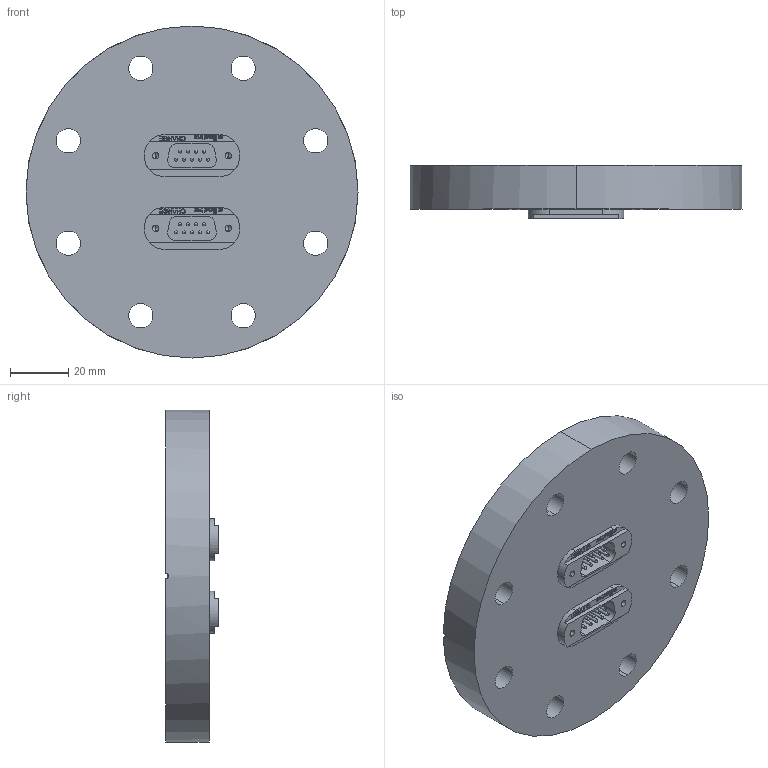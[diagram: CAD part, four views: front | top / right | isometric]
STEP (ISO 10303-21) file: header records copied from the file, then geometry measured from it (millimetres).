
FILE_DESCRIPTION (( 'STEP AP214' ), '1' );
FILE_NAME ('210-D09-C63-2.STEP', '2016-04-08T11:19:47', ( 'allectra' ), ( 'Microsoft' ), 'SwSTEP 2.0', 'SolidWorks 2014', '' );
FILE_SCHEMA (( 'AUTOMOTIVE_DESIGN' ));
Length unit declared in the file: millimetre
Products named in the file (26): 9210-PIN-FENI; 9218-D9-37-SS_9pin 1mm beschr.; 9210-D09-C63-2_DN63; 9218-D9-37-SS; 9210-D09-C63-2; 210-D09-C63-2; 218-D9-37-SS_218-D09-SS; 9210-PIN-FENI_Pin vergoldet
Assembly tree (13 placements, depth 3):
  9210-PIN-FENI
  9210-PIN-FENI
  9210-PIN-FENI
  9210-PIN-FENI
  9210-PIN-FENI
Bounding box: 114.3 x 18.2 x 114.3 mm (x, y, z)
Volume: 138803.9 mm3; surface area: 36579.7 mm2
Topology: 21 solids, 21 shells, 632 faces, 1730 edges, 1136 vertices
Faces by surface type: plane 296, cylinder 226, bspline 54, sphere 36, cone 20
Entity records: 11720 total; most frequent: CARTESIAN_POINT 3495, ORIENTED_EDGE 1614, DIRECTION 1565, EDGE_CURVE 807, VERTEX_POINT 534, AXIS2_PLACEMENT_3D 522, LINE 521, VECTOR 521
